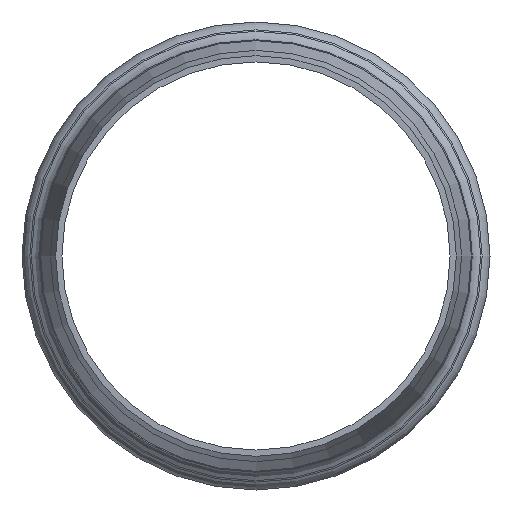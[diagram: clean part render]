
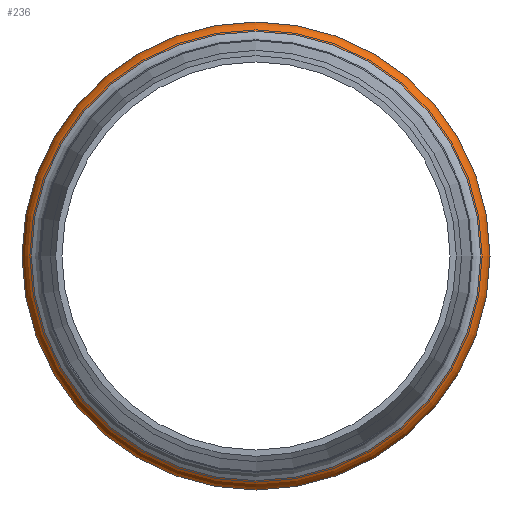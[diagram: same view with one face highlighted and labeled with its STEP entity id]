
A CAD part, front view. The second image highlights one B-rep face of the part: STEP entity #236.
In plain terms, the highlighted toroidal (fillet/blend) face has major radius 66.225 mm and minor radius 5 mm.
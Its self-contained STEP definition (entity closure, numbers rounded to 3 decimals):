
#39=FACE_BOUND('',#93,.T.);
#60=FACE_OUTER_BOUND('',#92,.T.);
#92=EDGE_LOOP('',(#197));
#93=EDGE_LOOP('',(#198));
#112=CIRCLE('',#249,68.375);
#126=CIRCLE('',#274,71.225);
#133=VERTEX_POINT('',#378);
#147=VERTEX_POINT('',#417);
#154=EDGE_CURVE('',#133,#133,#112,.T.);
#168=EDGE_CURVE('',#147,#147,#126,.T.);
#197=ORIENTED_EDGE('',*,*,#168,.T.);
#198=ORIENTED_EDGE('',*,*,#154,.F.);
#223=TOROIDAL_SURFACE('',#273,66.225,5.);
#236=ADVANCED_FACE('',(#60,#39),#223,.T.);
#249=AXIS2_PLACEMENT_3D('',#379,#294,#295);
#273=AXIS2_PLACEMENT_3D('',#416,#342,#343);
#274=AXIS2_PLACEMENT_3D('',#418,#344,#345);
#294=DIRECTION('center_axis',(0.,-1.,0.));
#295=DIRECTION('ref_axis',(1.,0.,0.));
#342=DIRECTION('center_axis',(0.,-1.,0.));
#343=DIRECTION('ref_axis',(0.,0.,-1.));
#344=DIRECTION('center_axis',(0.,-1.,0.));
#345=DIRECTION('ref_axis',(-1.,0.,0.));
#378=CARTESIAN_POINT('',(-68.375,46.825,0.));
#379=CARTESIAN_POINT('Origin',(0.,46.825,0.));
#416=CARTESIAN_POINT('Origin',(0.,51.339,0.));
#417=CARTESIAN_POINT('',(71.225,51.339,0.));
#418=CARTESIAN_POINT('Origin',(0.,51.339,0.));
